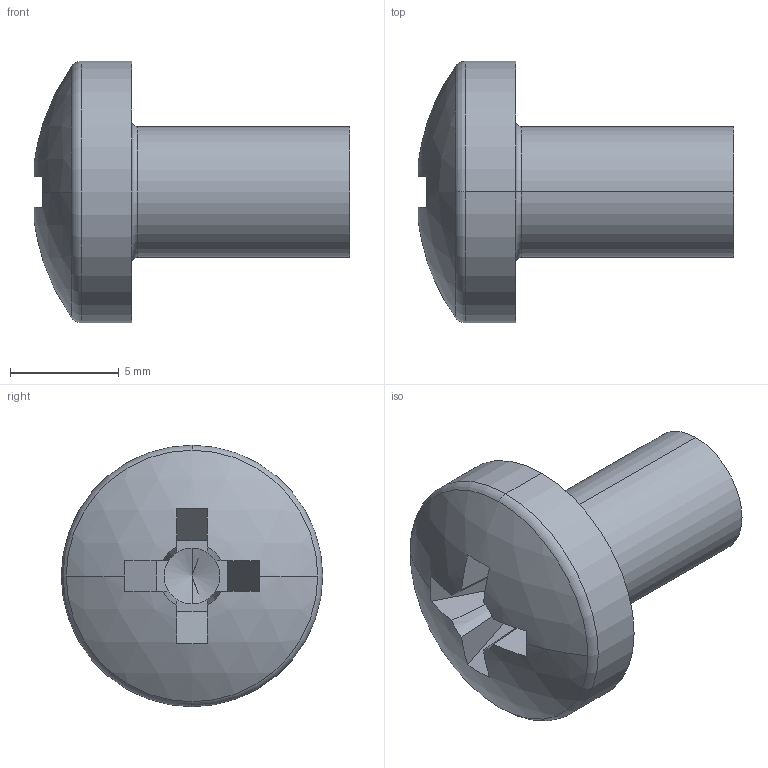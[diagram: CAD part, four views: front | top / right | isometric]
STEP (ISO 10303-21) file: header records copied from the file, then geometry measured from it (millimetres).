
FILE_DESCRIPTION (( 'STEP AP203' ), '1' );
FILE_NAME ('pan head cross recess screw_iso(4ea).STEP', '2019-08-13T04:25:25', ( '' ), ( '' ), 'SwSTEP 2.0', 'SolidWorks 2019', '' );
FILE_SCHEMA (( 'CONFIG_CONTROL_DESIGN' ));
Length unit declared in the file: millimetre
Products named in the file (2): pan head cross recess screw_iso(4ea)
Bounding box: 14.48 x 12 x 12 mm (x, y, z)
Volume: 652.6 mm3; surface area: 571.7 mm2
Topology: 1 solids, 1 shells, 34 faces, 84 edges, 51 vertices
Faces by surface type: plane 18, cone 6, torus 4, cylinder 4, sphere 2
Entity records: 1169 total; most frequent: DIRECTION 194, CARTESIAN_POINT 193, ORIENTED_EDGE 164, AXIS2_PLACEMENT_3D 84, EDGE_CURVE 82, VERTEX_POINT 51, CIRCLE 48, EDGE_LOOP 35
